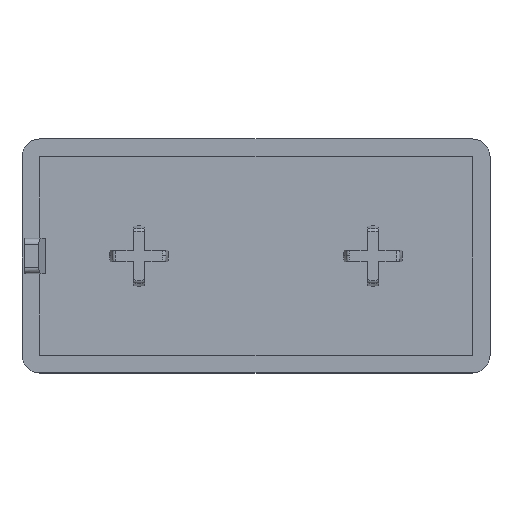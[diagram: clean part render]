
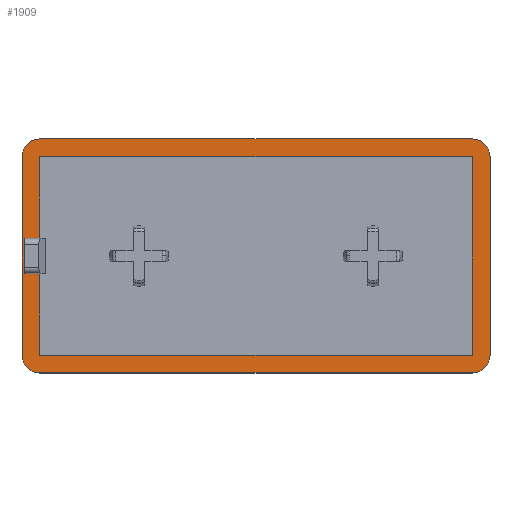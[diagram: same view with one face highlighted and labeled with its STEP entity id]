
A CAD part, top view. The second image highlights one B-rep face of the part: STEP entity #1909.
In plain terms, the highlighted planar face has unit normal (0, 0, 1).
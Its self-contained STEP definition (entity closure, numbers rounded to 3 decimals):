
#11 = DIRECTION ( 'NONE',  ( -1., 0., 0. ) ) ;
#24 = EDGE_CURVE ( 'NONE', #1298, #1969, #412, .T. ) ;
#25 = CARTESIAN_POINT ( 'NONE',  ( -37., 20., 4. ) ) ;
#36 = CARTESIAN_POINT ( 'NONE',  ( -40., -17., 4. ) ) ;
#44 = CARTESIAN_POINT ( 'NONE',  ( -37., -3., 4. ) ) ;
#50 = VERTEX_POINT ( 'NONE', #155 ) ;
#55 = CARTESIAN_POINT ( 'NONE',  ( 37., -17., 4. ) ) ;
#70 = EDGE_CURVE ( 'NONE', #1152, #997, #306, .T. ) ;
#77 = VERTEX_POINT ( 'NONE', #2207 ) ;
#90 = DIRECTION ( 'NONE',  ( 0., -1., 0. ) ) ;
#91 = DIRECTION ( 'NONE',  ( 1., 0., 0. ) ) ;
#109 = ORIENTED_EDGE ( 'NONE', *, *, #24, .T. ) ;
#128 = ORIENTED_EDGE ( 'NONE', *, *, #2495, .T. ) ;
#134 = ORIENTED_EDGE ( 'NONE', *, *, #2252, .T. ) ;
#137 = PLANE ( 'NONE',  #1587 ) ;
#143 = ORIENTED_EDGE ( 'NONE', *, *, #2042, .T. ) ;
#147 = CARTESIAN_POINT ( 'NONE',  ( 37., 3., 4. ) ) ;
#151 = ORIENTED_EDGE ( 'NONE', *, *, #1405, .T. ) ;
#155 = CARTESIAN_POINT ( 'NONE',  ( -37., 20., 4. ) ) ;
#157 = DIRECTION ( 'NONE',  ( 1., 0., 0. ) ) ;
#160 = EDGE_CURVE ( 'NONE', #2243, #1744, #2465, .T. ) ;
#176 = ORIENTED_EDGE ( 'NONE', *, *, #541, .T. ) ;
#201 = DIRECTION ( 'NONE',  ( 0., 1., 0. ) ) ;
#211 = ORIENTED_EDGE ( 'NONE', *, *, #70, .F. ) ;
#259 = CARTESIAN_POINT ( 'NONE',  ( 37., 17., 4. ) ) ;
#261 = ORIENTED_EDGE ( 'NONE', *, *, #777, .F. ) ;
#267 = ORIENTED_EDGE ( 'NONE', *, *, #2082, .F. ) ;
#277 = VECTOR ( 'NONE', #2435, 1000. ) ;
#283 = DIRECTION ( 'NONE',  ( -1., 0., 0. ) ) ;
#306 = LINE ( 'NONE', #2482, #277 ) ;
#320 = ORIENTED_EDGE ( 'NONE', *, *, #635, .F. ) ;
#322 = ORIENTED_EDGE ( 'NONE', *, *, #1280, .F. ) ;
#330 = ORIENTED_EDGE ( 'NONE', *, *, #160, .T. ) ;
#373 = AXIS2_PLACEMENT_3D ( 'NONE', #603, #602, #524 ) ;
#376 = EDGE_CURVE ( 'NONE', #761, #1914, #2095, .T. ) ;
#378 = CARTESIAN_POINT ( 'NONE',  ( 37., 17., 4. ) ) ;
#411 = VECTOR ( 'NONE', #2129, 1000. ) ;
#412 = CIRCLE ( 'NONE', #373, 3. ) ;
#414 = VERTEX_POINT ( 'NONE', #1102 ) ;
#433 = VERTEX_POINT ( 'NONE', #1073 ) ;
#435 = DIRECTION ( 'NONE',  ( 1., 0., 0. ) ) ;
#452 = LINE ( 'NONE', #2312, #411 ) ;
#496 = EDGE_LOOP ( 'NONE', ( #2051, #2075, #2097, #2466, #109, #128, #134, #143 ) ) ;
#524 = DIRECTION ( 'NONE',  ( -1., 0., 0. ) ) ;
#540 = AXIS2_PLACEMENT_3D ( 'NONE', #1164, #1158, #1154 ) ;
#541 = EDGE_CURVE ( 'NONE', #77, #997, #1724, .T. ) ;
#547 = EDGE_CURVE ( 'NONE', #1914, #50, #1673, .T. ) ;
#566 = VECTOR ( 'NONE', #900, 1000. ) ;
#569 = CARTESIAN_POINT ( 'NONE',  ( -40., 17., 4. ) ) ;
#581 = AXIS2_PLACEMENT_3D ( 'NONE', #849, #654, #435 ) ;
#602 = DIRECTION ( 'NONE',  ( 0., 0., 1. ) ) ;
#603 = CARTESIAN_POINT ( 'NONE',  ( -37., -17., 4. ) ) ;
#613 = DIRECTION ( 'NONE',  ( 0., 0., 1. ) ) ;
#635 = EDGE_CURVE ( 'NONE', #2373, #1139, #1534, .T. ) ;
#646 = CARTESIAN_POINT ( 'NONE',  ( 40., 17., 4. ) ) ;
#654 = DIRECTION ( 'NONE',  ( 0., 0., 1. ) ) ;
#698 = CARTESIAN_POINT ( 'NONE',  ( -39.528, -3., 4. ) ) ;
#707 = DIRECTION ( 'NONE',  ( 1., 0., 0. ) ) ;
#709 = VECTOR ( 'NONE', #90, 1000. ) ;
#710 = LINE ( 'NONE', #1093, #566 ) ;
#737 = EDGE_LOOP ( 'NONE', ( #151, #176, #211, #261, #267, #320, #322, #330 ) ) ;
#758 = VECTOR ( 'NONE', #91, 1000. ) ;
#761 = VERTEX_POINT ( 'NONE', #646 ) ;
#777 = EDGE_CURVE ( 'NONE', #1825, #1152, #1237, .T. ) ;
#792 = LINE ( 'NONE', #569, #709 ) ;
#804 = LINE ( 'NONE', #1351, #758 ) ;
#849 = CARTESIAN_POINT ( 'NONE',  ( -37., 17., 4. ) ) ;
#900 = DIRECTION ( 'NONE',  ( 0., -1., 0. ) ) ;
#919 = DIRECTION ( 'NONE',  ( -1., 0., 0. ) ) ;
#976 = CIRCLE ( 'NONE', #581, 3. ) ;
#986 = EDGE_CURVE ( 'NONE', #50, #414, #976, .T. ) ;
#997 = VERTEX_POINT ( 'NONE', #1596 ) ;
#1006 = VERTEX_POINT ( 'NONE', #2507 ) ;
#1073 = CARTESIAN_POINT ( 'NONE',  ( 40., -17., 4. ) ) ;
#1093 = CARTESIAN_POINT ( 'NONE',  ( -37., 17., 4. ) ) ;
#1102 = CARTESIAN_POINT ( 'NONE',  ( -40., 17., 4. ) ) ;
#1139 = VERTEX_POINT ( 'NONE', #2091 ) ;
#1152 = VERTEX_POINT ( 'NONE', #1347 ) ;
#1154 = DIRECTION ( 'NONE',  ( 1., 0., 0. ) ) ;
#1158 = DIRECTION ( 'NONE',  ( 0., 0., 1. ) ) ;
#1159 = CIRCLE ( 'NONE', #2058, 3. ) ;
#1164 = CARTESIAN_POINT ( 'NONE',  ( 37., 17., 4. ) ) ;
#1173 = VECTOR ( 'NONE', #1953, 1000. ) ;
#1177 = CARTESIAN_POINT ( 'NONE',  ( 37., -3., 4. ) ) ;
#1186 = EDGE_CURVE ( 'NONE', #414, #1298, #792, .T. ) ;
#1237 = LINE ( 'NONE', #2354, #1173 ) ;
#1267 = DIRECTION ( 'NONE',  ( 0., 1., 0. ) ) ;
#1280 = EDGE_CURVE ( 'NONE', #2243, #2373, #710, .T. ) ;
#1298 = VERTEX_POINT ( 'NONE', #36 ) ;
#1347 = CARTESIAN_POINT ( 'NONE',  ( -37., 17., 4. ) ) ;
#1351 = CARTESIAN_POINT ( 'NONE',  ( -37., -20., 4. ) ) ;
#1405 = EDGE_CURVE ( 'NONE', #1744, #77, #452, .T. ) ;
#1432 = LINE ( 'NONE', #2386, #1635 ) ;
#1450 = CARTESIAN_POINT ( 'NONE',  ( -37., -17., 4. ) ) ;
#1496 = DIRECTION ( 'NONE',  ( 0., 0., 1. ) ) ;
#1508 = VECTOR ( 'NONE', #707, 1000. ) ;
#1534 = LINE ( 'NONE', #1450, #1508 ) ;
#1571 = VECTOR ( 'NONE', #201, 1000. ) ;
#1587 = AXIS2_PLACEMENT_3D ( 'NONE', #378, #613, #1952 ) ;
#1596 = CARTESIAN_POINT ( 'NONE',  ( -37., 3., 4. ) ) ;
#1602 = LINE ( 'NONE', #1623, #1571 ) ;
#1623 = CARTESIAN_POINT ( 'NONE',  ( 40., 17., 4. ) ) ;
#1635 = VECTOR ( 'NONE', #1267, 1000. ) ;
#1673 = LINE ( 'NONE', #25, #1695 ) ;
#1690 = CARTESIAN_POINT ( 'NONE',  ( -37., -17., 4. ) ) ;
#1695 = VECTOR ( 'NONE', #11, 1000. ) ;
#1723 = VECTOR ( 'NONE', #157, 1000. ) ;
#1724 = LINE ( 'NONE', #147, #1723 ) ;
#1744 = VERTEX_POINT ( 'NONE', #698 ) ;
#1750 = CARTESIAN_POINT ( 'NONE',  ( 37., 20., 4. ) ) ;
#1825 = VERTEX_POINT ( 'NONE', #259 ) ;
#1909 = ADVANCED_FACE ( 'NONE', ( #2083, #1958 ), #137, .T. ) ;
#1914 = VERTEX_POINT ( 'NONE', #1750 ) ;
#1952 = DIRECTION ( 'NONE',  ( 1., 0., 0. ) ) ;
#1953 = DIRECTION ( 'NONE',  ( -1., 0., 0. ) ) ;
#1958 = FACE_BOUND ( 'NONE', #737, .T. ) ;
#1969 = VERTEX_POINT ( 'NONE', #2535 ) ;
#2042 = EDGE_CURVE ( 'NONE', #433, #761, #1602, .T. ) ;
#2051 = ORIENTED_EDGE ( 'NONE', *, *, #376, .T. ) ;
#2058 = AXIS2_PLACEMENT_3D ( 'NONE', #55, #1496, #283 ) ;
#2075 = ORIENTED_EDGE ( 'NONE', *, *, #547, .T. ) ;
#2082 = EDGE_CURVE ( 'NONE', #1139, #1825, #1432, .T. ) ;
#2083 = FACE_OUTER_BOUND ( 'NONE', #496, .T. ) ;
#2091 = CARTESIAN_POINT ( 'NONE',  ( 37., -17., 4. ) ) ;
#2095 = CIRCLE ( 'NONE', #540, 3. ) ;
#2097 = ORIENTED_EDGE ( 'NONE', *, *, #986, .T. ) ;
#2129 = DIRECTION ( 'NONE',  ( 0., 1., 0. ) ) ;
#2207 = CARTESIAN_POINT ( 'NONE',  ( -39.528, 3., 4. ) ) ;
#2243 = VERTEX_POINT ( 'NONE', #44 ) ;
#2252 = EDGE_CURVE ( 'NONE', #1006, #433, #1159, .T. ) ;
#2312 = CARTESIAN_POINT ( 'NONE',  ( -39.528, 17., 4. ) ) ;
#2354 = CARTESIAN_POINT ( 'NONE',  ( -37., 17., 4. ) ) ;
#2373 = VERTEX_POINT ( 'NONE', #1690 ) ;
#2386 = CARTESIAN_POINT ( 'NONE',  ( 37., 17., 4. ) ) ;
#2435 = DIRECTION ( 'NONE',  ( 0., -1., 0. ) ) ;
#2465 = LINE ( 'NONE', #1177, #2489 ) ;
#2466 = ORIENTED_EDGE ( 'NONE', *, *, #1186, .T. ) ;
#2482 = CARTESIAN_POINT ( 'NONE',  ( -37., 17., 4. ) ) ;
#2489 = VECTOR ( 'NONE', #919, 1000. ) ;
#2495 = EDGE_CURVE ( 'NONE', #1969, #1006, #804, .T. ) ;
#2507 = CARTESIAN_POINT ( 'NONE',  ( 37., -20., 4. ) ) ;
#2535 = CARTESIAN_POINT ( 'NONE',  ( -37., -20., 4. ) ) ;
